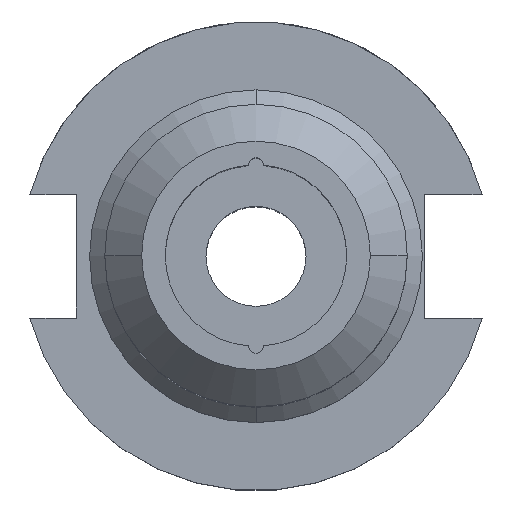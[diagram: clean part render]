
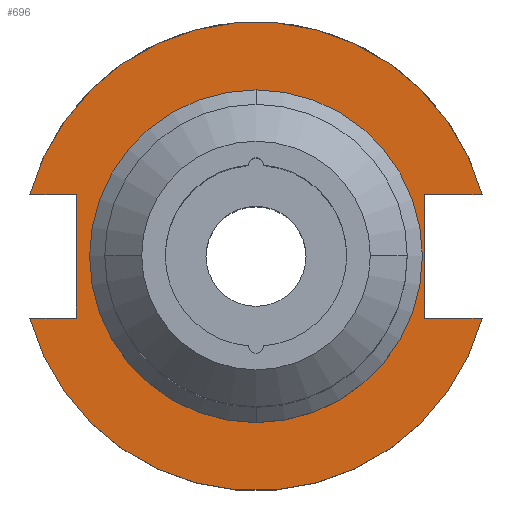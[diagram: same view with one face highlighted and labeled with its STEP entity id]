
A CAD part, top view. The second image highlights one B-rep face of the part: STEP entity #696.
In plain terms, the highlighted planar face has unit normal (0, 0, 1).
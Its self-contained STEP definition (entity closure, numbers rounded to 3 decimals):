
#15 = VERTEX_POINT ( 'NONE', #1899 ) ;
#49 = ORIENTED_EDGE ( 'NONE', *, *, #992, .T. ) ;
#53 = EDGE_CURVE ( 'NONE', #818, #149, #1588, .T. ) ;
#59 = CARTESIAN_POINT ( 'NONE',  ( 0., -12.954, 19.05 ) ) ;
#130 = CARTESIAN_POINT ( 'NONE',  ( 0., 12.954, 19.05 ) ) ;
#149 = VERTEX_POINT ( 'NONE', #1632 ) ;
#151 = CIRCLE ( 'NONE', #1583, 49.213 ) ;
#168 = EDGE_LOOP ( 'NONE', ( #551, #1483 ) ) ;
#179 = LINE ( 'NONE', #130, #1446 ) ;
#224 = CARTESIAN_POINT ( 'NONE',  ( -47.477, -12.954, 19.05 ) ) ;
#231 = CARTESIAN_POINT ( 'NONE',  ( 0., 34.925, 19.05 ) ) ;
#274 = VECTOR ( 'NONE', #1479, 1000. ) ;
#291 = CARTESIAN_POINT ( 'NONE',  ( 0., 0., 19.05 ) ) ;
#312 = CARTESIAN_POINT ( 'NONE',  ( 35.306, 12.954, 19.05 ) ) ;
#363 = DIRECTION ( 'NONE',  ( -1., 0., 0. ) ) ;
#373 = VECTOR ( 'NONE', #784, 1000. ) ;
#446 = CARTESIAN_POINT ( 'NONE',  ( 0., 12.954, 19.05 ) ) ;
#460 = EDGE_CURVE ( 'NONE', #1879, #800, #1266, .T. ) ;
#494 = EDGE_CURVE ( 'NONE', #15, #1374, #1586, .T. ) ;
#540 = ORIENTED_EDGE ( 'NONE', *, *, #1763, .T. ) ;
#547 = CARTESIAN_POINT ( 'NONE',  ( -47.477, 12.954, 19.05 ) ) ;
#551 = ORIENTED_EDGE ( 'NONE', *, *, #1636, .T. ) ;
#570 = CIRCLE ( 'NONE', #655, 49.213 ) ;
#619 = DIRECTION ( 'NONE',  ( 1., 0., 0. ) ) ;
#623 = DIRECTION ( 'NONE',  ( 0., 0., 1. ) ) ;
#655 = AXIS2_PLACEMENT_3D ( 'NONE', #1646, #1984, #883 ) ;
#680 = FACE_OUTER_BOUND ( 'NONE', #1589, .T. ) ;
#684 = VERTEX_POINT ( 'NONE', #224 ) ;
#696 = ADVANCED_FACE ( 'NONE', ( #1486, #680 ), #1836, .T. ) ;
#710 = EDGE_CURVE ( 'NONE', #1907, #1879, #974, .T. ) ;
#723 = LINE ( 'NONE', #1676, #274 ) ;
#784 = DIRECTION ( 'NONE',  ( 0., -1., 0. ) ) ;
#785 = VECTOR ( 'NONE', #619, 1000. ) ;
#800 = VERTEX_POINT ( 'NONE', #917 ) ;
#818 = VERTEX_POINT ( 'NONE', #231 ) ;
#863 = EDGE_CURVE ( 'NONE', #1544, #1907, #1507, .T. ) ;
#883 = DIRECTION ( 'NONE',  ( 1., 0., 0. ) ) ;
#900 = DIRECTION ( 'NONE',  ( 0., 1., 0. ) ) ;
#917 = CARTESIAN_POINT ( 'NONE',  ( 47.477, 12.954, 19.05 ) ) ;
#974 = LINE ( 'NONE', #1068, #1394 ) ;
#992 = EDGE_CURVE ( 'NONE', #1269, #15, #179, .T. ) ;
#1012 = ORIENTED_EDGE ( 'NONE', *, *, #1026, .T. ) ;
#1016 = ORIENTED_EDGE ( 'NONE', *, *, #710, .T. ) ;
#1026 = EDGE_CURVE ( 'NONE', #684, #1544, #570, .T. ) ;
#1049 = AXIS2_PLACEMENT_3D ( 'NONE', #1648, #1668, #1511 ) ;
#1055 = CARTESIAN_POINT ( 'NONE',  ( 47.477, -12.954, 19.05 ) ) ;
#1068 = CARTESIAN_POINT ( 'NONE',  ( 35.306, 0., 19.05 ) ) ;
#1075 = ORIENTED_EDGE ( 'NONE', *, *, #460, .T. ) ;
#1126 = DIRECTION ( 'NONE',  ( 1., 0., 0. ) ) ;
#1142 = CIRCLE ( 'NONE', #1049, 34.925 ) ;
#1145 = CARTESIAN_POINT ( 'NONE',  ( 35.306, -12.954, 19.05 ) ) ;
#1183 = EDGE_CURVE ( 'NONE', #1374, #684, #723, .T. ) ;
#1190 = DIRECTION ( 'NONE',  ( 0., -1., 0. ) ) ;
#1252 = DIRECTION ( 'NONE',  ( 1., 0., 0. ) ) ;
#1266 = LINE ( 'NONE', #446, #785 ) ;
#1269 = VERTEX_POINT ( 'NONE', #547 ) ;
#1280 = DIRECTION ( 'NONE',  ( 0., 0., -1. ) ) ;
#1333 = CARTESIAN_POINT ( 'NONE',  ( 0., 0., 19.05 ) ) ;
#1344 = ORIENTED_EDGE ( 'NONE', *, *, #1183, .T. ) ;
#1349 = ORIENTED_EDGE ( 'NONE', *, *, #494, .T. ) ;
#1364 = VECTOR ( 'NONE', #363, 1000. ) ;
#1366 = DIRECTION ( 'NONE',  ( 0., 0., 1. ) ) ;
#1374 = VERTEX_POINT ( 'NONE', #2045 ) ;
#1394 = VECTOR ( 'NONE', #900, 1000. ) ;
#1412 = AXIS2_PLACEMENT_3D ( 'NONE', #1537, #1366, #1252 ) ;
#1446 = VECTOR ( 'NONE', #1734, 1000. ) ;
#1479 = DIRECTION ( 'NONE',  ( -1., 0., 0. ) ) ;
#1483 = ORIENTED_EDGE ( 'NONE', *, *, #53, .T. ) ;
#1486 = FACE_BOUND ( 'NONE', #168, .T. ) ;
#1507 = LINE ( 'NONE', #59, #1364 ) ;
#1511 = DIRECTION ( 'NONE',  ( 0., -1., 0. ) ) ;
#1537 = CARTESIAN_POINT ( 'NONE',  ( -48.047, -49.803, 19.05 ) ) ;
#1544 = VERTEX_POINT ( 'NONE', #1055 ) ;
#1583 = AXIS2_PLACEMENT_3D ( 'NONE', #291, #623, #1126 ) ;
#1586 = LINE ( 'NONE', #1837, #373 ) ;
#1588 = CIRCLE ( 'NONE', #1805, 34.925 ) ;
#1589 = EDGE_LOOP ( 'NONE', ( #1349, #1344, #1012, #1802, #1016, #1075, #540, #49 ) ) ;
#1632 = CARTESIAN_POINT ( 'NONE',  ( 0., -34.925, 19.05 ) ) ;
#1636 = EDGE_CURVE ( 'NONE', #149, #818, #1142, .T. ) ;
#1646 = CARTESIAN_POINT ( 'NONE',  ( 0., 0., 19.05 ) ) ;
#1648 = CARTESIAN_POINT ( 'NONE',  ( 0., 0., 19.05 ) ) ;
#1668 = DIRECTION ( 'NONE',  ( 0., 0., -1. ) ) ;
#1676 = CARTESIAN_POINT ( 'NONE',  ( 0., -12.954, 19.05 ) ) ;
#1734 = DIRECTION ( 'NONE',  ( 1., 0., 0. ) ) ;
#1763 = EDGE_CURVE ( 'NONE', #800, #1269, #151, .T. ) ;
#1802 = ORIENTED_EDGE ( 'NONE', *, *, #863, .T. ) ;
#1805 = AXIS2_PLACEMENT_3D ( 'NONE', #1333, #1280, #1190 ) ;
#1836 = PLANE ( 'NONE',  #1412 ) ;
#1837 = CARTESIAN_POINT ( 'NONE',  ( -37.719, 0., 19.05 ) ) ;
#1879 = VERTEX_POINT ( 'NONE', #312 ) ;
#1899 = CARTESIAN_POINT ( 'NONE',  ( -37.719, 12.954, 19.05 ) ) ;
#1907 = VERTEX_POINT ( 'NONE', #1145 ) ;
#1984 = DIRECTION ( 'NONE',  ( 0., 0., 1. ) ) ;
#2045 = CARTESIAN_POINT ( 'NONE',  ( -37.719, -12.954, 19.05 ) ) ;
